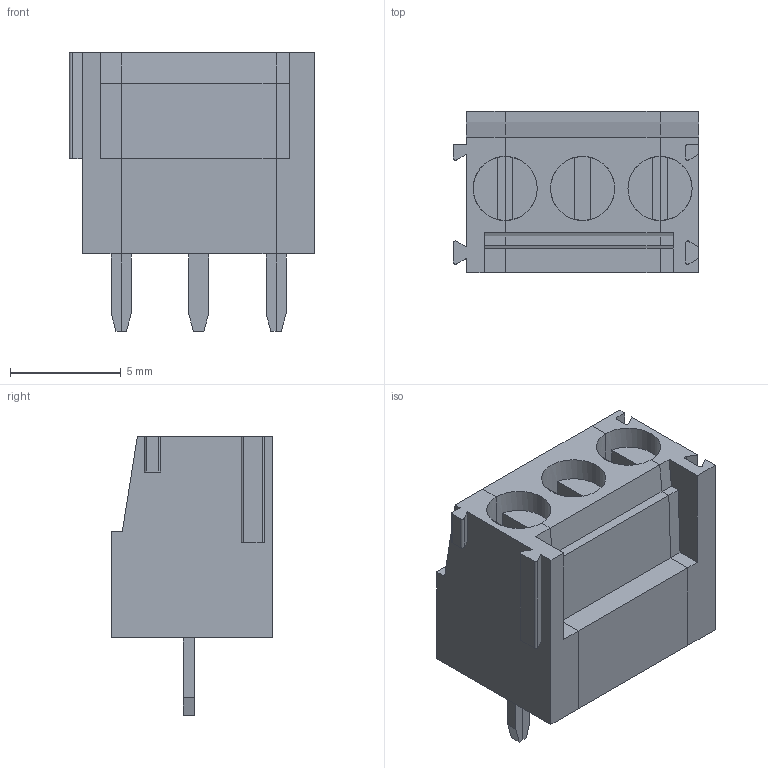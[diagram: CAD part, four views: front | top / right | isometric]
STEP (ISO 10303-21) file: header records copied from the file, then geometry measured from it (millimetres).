
FILE_DESCRIPTION(('FreeCAD Model'),'2;1');
FILE_NAME('Horizontal-2141S-03.step','2021-08-31T20:13:07',('Author'),(''), 'Open CASCADE STEP processor 7.3','FreeCAD','Unknown');
FILE_SCHEMA(('AUTOMOTIVE_DESIGN { 1 0 10303 214 1 1 1 1 }'));
Length unit declared in the file: millimetre
Products named in the file (4): Assem1; CPP3.5_SX; CPP3.5_DX; CPP3.5_CNT
Assembly tree (3 placements, depth 2):
  Assem1
    CPP3.5_SX
    CPP3.5_DX
    CPP3.5_CNT
Bounding box: 11.1 x 7.3 x 12.6 mm (x, y, z)
Volume: 517 mm3; surface area: 861.7 mm2
Topology: 3 solids, 3 shells, 200 faces, 558 edges, 368 vertices
Faces by surface type: plane 187, cylinder 13
Full cylindrical faces by diameter (mm): 2.9 x1
Entity records: 15058 total; most frequent: CARTESIAN_POINT 2319, DIRECTION 2107, LINE 1597, VECTOR 1597, ORIENTED_EDGE 1116, PCURVE 1116, DEFINITIONAL_REPRESENTATION 1116, EDGE_CURVE 558
